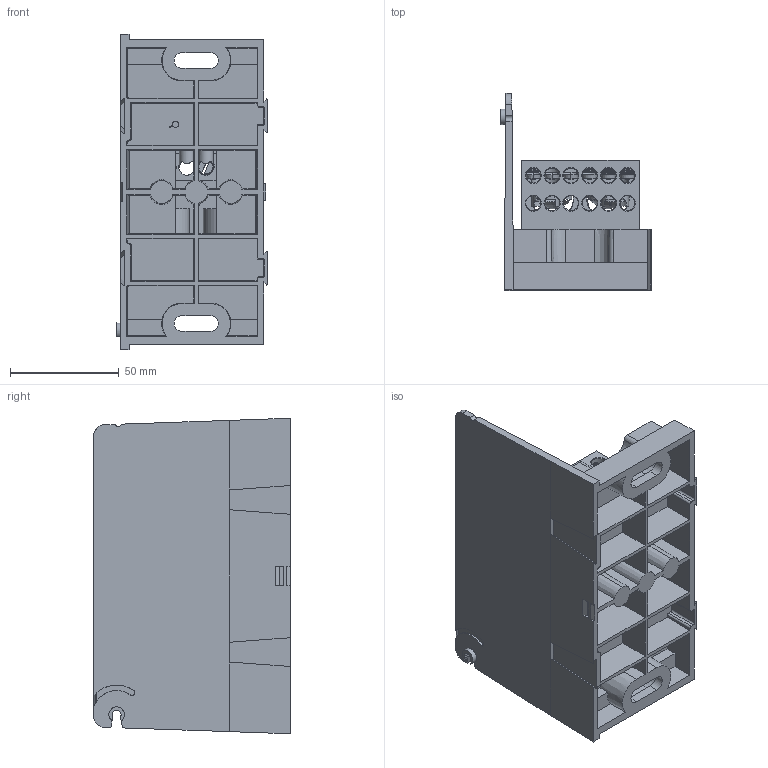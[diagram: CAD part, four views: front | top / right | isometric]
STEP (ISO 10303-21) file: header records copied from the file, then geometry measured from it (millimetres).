
FILE_DESCRIPTION (( 'STEP AP214' ), '1' );
FILE_NAME ('701995rev-ADDER.STEP', '2015-06-24T19:31:44', ( '' ), ( '' ), 'SwSTEP 2.0', 'SolidWorks 2014', '' );
FILE_SCHEMA (( 'AUTOMOTIVE_DESIGN' ));
Length unit declared in the file: inch
Products named in the file (1): 701995rev-ADDER
Bounding box: 69.22 x 90.17 x 144.78 mm (x, y, z)
Surface area: 91168.2 mm2 (no closed solid volume)
Topology: 0 solids, 39 shells, 552 faces, 1915 edges, 1359 vertices
Faces by surface type: plane 226, cone 175, cylinder 143, bspline 8
Entity records: 33865 total; most frequent: CARTESIAN_POINT 11255, ORIENTED_EDGE 3150, DIRECTION 2890, EDGE_CURVE 1897, VERTEX_POINT 1359, VECTOR 1028, LINE 1028, AXIS2_PLACEMENT_3D 931
